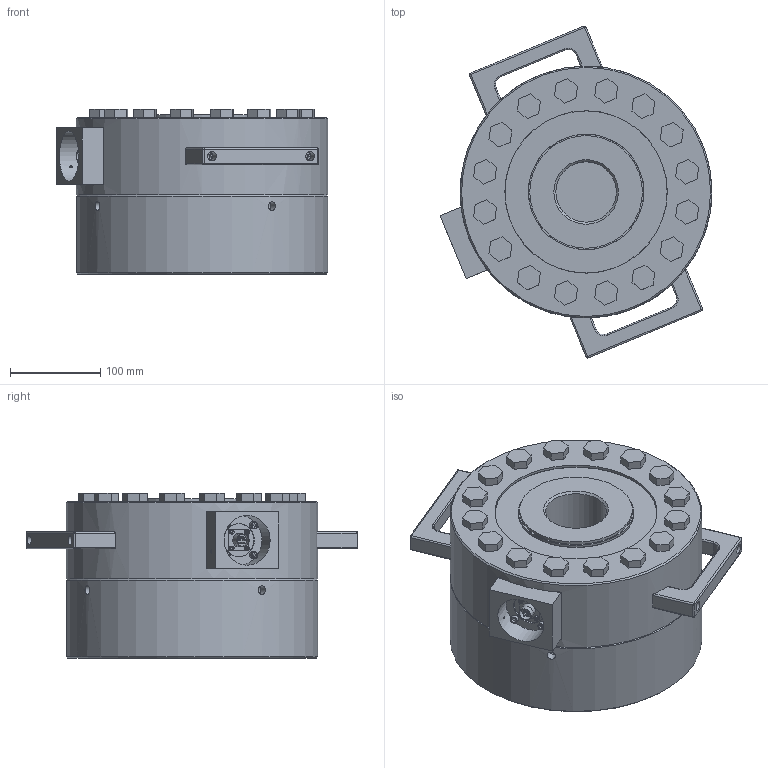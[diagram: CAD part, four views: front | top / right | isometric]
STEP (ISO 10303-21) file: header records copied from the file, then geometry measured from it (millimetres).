
FILE_DESCRIPTION((''),'2;1');
FILE_NAME('LCF655.stp','2010-11-04T13:06:28',('thomasl'),(''),'Autodesk Inventor 2008','Autodesk Inventor 2008','');
FILE_SCHEMA(('AUTOMOTIVE_DESIGN { 1 0 10303 214 1 1 1 1 }'));
Length unit declared in the file: inch
Products named in the file (2): LCF655; ~~PART1
Assembly tree (1 placements, depth 2):
  LCF655
    ~~PART1
Bounding box: 301.79 x 368.35 x 183.74 mm (x, y, z)
Volume: 10169212.1 mm3; surface area: 626631.2 mm2
Topology: 1 solids, 40 shells, 626 faces, 1406 edges, 922 vertices
Faces by surface type: plane 337, cylinder 192, cone 63, bspline 18, sphere 8, torus 8
Full cylindrical faces by diameter (mm): 1.524 x7, 1.778 x6, 2.385 x4, 2.845 x4, 3.175 x1, 3.302 x4, 3.531 x1, 4.166 x4, 4.648 x4, 4.75 x1, 4.826 x8, 5.207 x4, 5.588 x4, 6.35 x8, 7.163 x4, 7.925 x4, 9.525 x8, 10.414 x4, 13.97 x1, 14.554 x1, 14.684 x16, 14.986 x1, 15.875 x17, 16.662 x16, 36.83 x1, 55.321 x1, 66.675 x1, 67.056 x1, 124.968 x2, 128.016 x2
Entity records: 17259 total; most frequent: CARTESIAN_POINT 4694, DIRECTION 2582, ORIENTED_EDGE 2156, EDGE_CURVE 1078, AXIS2_PLACEMENT_3D 1010, EDGE_LOOP 985, VERTEX_POINT 831, FACE_OUTER_BOUND 625
